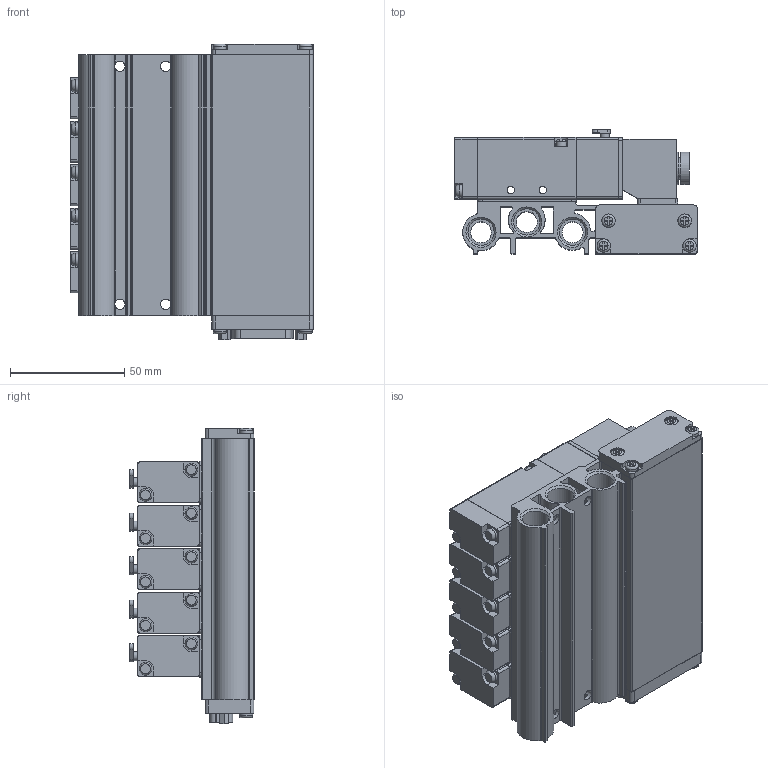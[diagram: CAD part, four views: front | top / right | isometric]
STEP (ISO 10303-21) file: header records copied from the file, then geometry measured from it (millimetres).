
FILE_DESCRIPTION(/* description */ ('STEP AP203'),/* implementation_level */ '2;1');
FILE_NAME(/* name */ 'S1R-5-06E4(SSSSS)',/* time_stamp */ '2025-03-19T21:27:58+01:00',/* author */ ('License CC BY-ND 4.0'),/* organization */ ('CADENAS'),/* preprocessor_version */ 'ST-DEVELOPER v19.3',/* originating_system */ 'PARTsolutions',/* authorisation */ ' ');
FILE_SCHEMA (('CONFIG_CONTROL_DESIGN'));
Length unit declared in the file: millimetre
Products named in the file (4): S1R-5-06E4(SSSSS); S1R-5-06E4(SSSSS)S_dummy; RV521-5F(M5); RV5211C06E1_SR
Assembly tree (7 placements, depth 2):
  S1R-5-06E4(SSSSS)
    S1R-5-06E4(SSSSS)S_dummy
    RV521-5F(M5)
    RV5211C06E1_SR  x5
Bounding box: 106 x 54.4 x 129.1 mm (x, y, z)
Volume: 410820.2 mm3; surface area: 127185.8 mm2
Topology: 6 solids, 21 shells, 1153 faces, 2808 edges, 1833 vertices
Faces by surface type: plane 685, cylinder 370, torus 46, cone 42, sphere 10
Full cylindrical faces by diameter (mm): 1 x15, 2.459 x12, 3.3 x20, 3.4 x5, 4 x5, 4.5 x4, 4.6 x10, 5.6 x10, 5.8 x6, 6 x2, 8 x5, 8.566 x25, 9.157 x3, 9.2 x5, 11.445 x6, 14 x5, 14.2 x10
Entity records: 14639 total; most frequent: CARTESIAN_POINT 2686, DIRECTION 2514, ORIENTED_EDGE 2220, EDGE_CURVE 1110, AXIS2_PLACEMENT_3D 916, VERTEX_POINT 796, EDGE_LOOP 736, FACE_BOUND 736
